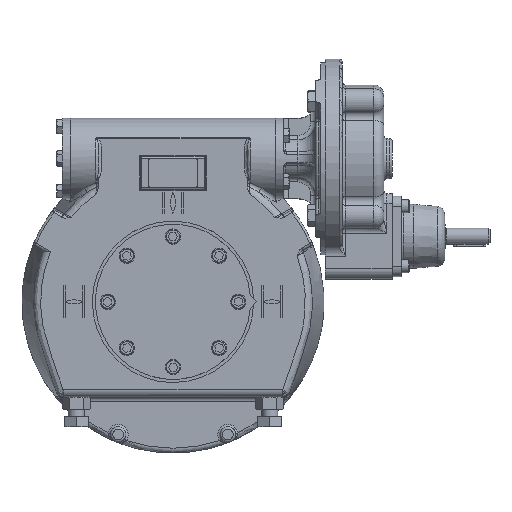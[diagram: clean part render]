
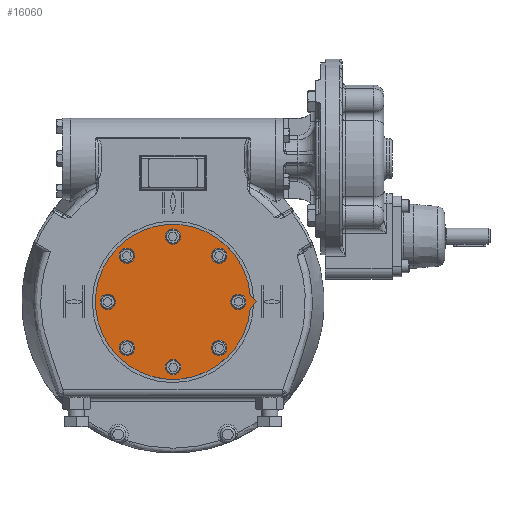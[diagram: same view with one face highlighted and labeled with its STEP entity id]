
A CAD part, top view. The second image highlights one B-rep face of the part: STEP entity #16060.
In plain terms, the highlighted planar face has unit normal (0, 0, 1).
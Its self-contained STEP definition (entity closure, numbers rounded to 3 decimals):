
#1867=CIRCLE('',#20677,96.25);
#1876=CIRCLE('',#20690,6.5);
#1877=CIRCLE('',#20691,6.5);
#1878=CIRCLE('',#20692,6.5);
#1879=CIRCLE('',#20693,6.5);
#1880=CIRCLE('',#20694,6.5);
#1881=CIRCLE('',#20695,6.5);
#1882=CIRCLE('',#20696,6.5);
#1883=CIRCLE('',#20697,6.5);
#5408=ORIENTED_EDGE('',*,*,#8455,.F.);
#5409=ORIENTED_EDGE('',*,*,#8456,.F.);
#5410=ORIENTED_EDGE('',*,*,#8457,.F.);
#5411=ORIENTED_EDGE('',*,*,#8458,.F.);
#5412=ORIENTED_EDGE('',*,*,#8459,.F.);
#5413=ORIENTED_EDGE('',*,*,#8460,.F.);
#5414=ORIENTED_EDGE('',*,*,#8461,.F.);
#5415=ORIENTED_EDGE('',*,*,#8462,.F.);
#5416=ORIENTED_EDGE('',*,*,#8440,.T.);
#5417=ORIENTED_EDGE('',*,*,#8444,.T.);
#5418=ORIENTED_EDGE('',*,*,#8446,.T.);
#8440=EDGE_CURVE('',#10370,#10369,#1867,.T.);
#8444=EDGE_CURVE('',#10369,#10372,#11411,.T.);
#8446=EDGE_CURVE('',#10372,#10370,#11413,.T.);
#8455=EDGE_CURVE('',#10381,#10381,#1876,.T.);
#8456=EDGE_CURVE('',#10382,#10382,#1877,.T.);
#8457=EDGE_CURVE('',#10383,#10383,#1878,.T.);
#8458=EDGE_CURVE('',#10384,#10384,#1879,.T.);
#8459=EDGE_CURVE('',#10385,#10385,#1880,.T.);
#8460=EDGE_CURVE('',#10386,#10386,#1881,.T.);
#8461=EDGE_CURVE('',#10387,#10387,#1882,.T.);
#8462=EDGE_CURVE('',#10388,#10388,#1883,.T.);
#10369=VERTEX_POINT('',#42622);
#10370=VERTEX_POINT('',#42624);
#10372=VERTEX_POINT('',#42630);
#10381=VERTEX_POINT('',#42654);
#10382=VERTEX_POINT('',#42656);
#10383=VERTEX_POINT('',#42658);
#10384=VERTEX_POINT('',#42660);
#10385=VERTEX_POINT('',#42662);
#10386=VERTEX_POINT('',#42664);
#10387=VERTEX_POINT('',#42666);
#10388=VERTEX_POINT('',#42668);
#11411=LINE('',#42631,#12265);
#11413=LINE('',#42634,#12267);
#12265=VECTOR('',#24212,1000.);
#12267=VECTOR('',#24216,1000.);
#13402=EDGE_LOOP('',(#5408));
#13403=EDGE_LOOP('',(#5409));
#13404=EDGE_LOOP('',(#5410));
#13405=EDGE_LOOP('',(#5411));
#13406=EDGE_LOOP('',(#5412));
#13407=EDGE_LOOP('',(#5413));
#13408=EDGE_LOOP('',(#5414));
#13409=EDGE_LOOP('',(#5415));
#13410=EDGE_LOOP('',(#5416,#5417,#5418));
#14634=FACE_BOUND('',#13402,.T.);
#14635=FACE_BOUND('',#13403,.T.);
#14636=FACE_BOUND('',#13404,.T.);
#14637=FACE_BOUND('',#13405,.T.);
#14638=FACE_BOUND('',#13406,.T.);
#14639=FACE_BOUND('',#13407,.T.);
#14640=FACE_BOUND('',#13408,.T.);
#14641=FACE_BOUND('',#13409,.T.);
#14642=FACE_BOUND('',#13410,.T.);
#15209=PLANE('',#20689);
#16060=ADVANCED_FACE('',(#14634,#14635,#14636,#14637,#14638,#14639,#14640,
#14641,#14642),#15209,.T.);
#20677=AXIS2_PLACEMENT_3D('',#42623,#24205,#24206);
#20689=AXIS2_PLACEMENT_3D('',#42652,#24235,#24236);
#20690=AXIS2_PLACEMENT_3D('',#42653,#24237,#24238);
#20691=AXIS2_PLACEMENT_3D('',#42655,#24239,#24240);
#20692=AXIS2_PLACEMENT_3D('',#42657,#24241,#24242);
#20693=AXIS2_PLACEMENT_3D('',#42659,#24243,#24244);
#20694=AXIS2_PLACEMENT_3D('',#42661,#24245,#24246);
#20695=AXIS2_PLACEMENT_3D('',#42663,#24247,#24248);
#20696=AXIS2_PLACEMENT_3D('',#42665,#24249,#24250);
#20697=AXIS2_PLACEMENT_3D('',#42667,#24251,#24252);
#24205=DIRECTION('',(0.,0.,1.));
#24206=DIRECTION('',(1.,0.,0.));
#24212=DIRECTION('',(0.707,0.707,0.));
#24216=DIRECTION('',(-0.707,0.707,0.));
#24235=DIRECTION('',(0.,0.,1.));
#24236=DIRECTION('',(1.,0.,0.));
#24237=DIRECTION('',(0.,0.,1.));
#24238=DIRECTION('',(0.707,0.707,0.));
#24239=DIRECTION('',(0.,0.,1.));
#24240=DIRECTION('',(0.,1.,0.));
#24241=DIRECTION('',(0.,0.,1.));
#24242=DIRECTION('',(-0.707,0.707,0.));
#24243=DIRECTION('',(0.,0.,1.));
#24244=DIRECTION('',(-1.,0.,0.));
#24245=DIRECTION('',(0.,0.,1.));
#24246=DIRECTION('',(-0.707,-0.707,0.));
#24247=DIRECTION('',(0.,0.,1.));
#24248=DIRECTION('',(0.,-1.,0.));
#24249=DIRECTION('',(0.,0.,1.));
#24250=DIRECTION('',(0.707,-0.707,0.));
#24251=DIRECTION('',(0.,0.,1.));
#24252=DIRECTION('',(1.,0.,0.));
#42622=CARTESIAN_POINT('',(95.932,-7.818,54.15));
#42623=CARTESIAN_POINT('',(0.,0.,54.15));
#42624=CARTESIAN_POINT('',(95.932,7.818,54.15));
#42630=CARTESIAN_POINT('',(103.75,0.,54.15));
#42631=CARTESIAN_POINT('',(95.932,-7.818,54.15));
#42634=CARTESIAN_POINT('',(103.75,0.,54.15));
#42652=CARTESIAN_POINT('',(0.,0.,54.15));
#42653=CARTESIAN_POINT('',(-57.276,57.276,54.15));
#42654=CARTESIAN_POINT('',(-52.679,61.872,54.15));
#42655=CARTESIAN_POINT('',(-81.,0.,54.15));
#42656=CARTESIAN_POINT('',(-81.,6.5,54.15));
#42657=CARTESIAN_POINT('',(-57.276,-57.276,54.15));
#42658=CARTESIAN_POINT('',(-61.872,-52.679,54.15));
#42659=CARTESIAN_POINT('',(0.,-81.,54.15));
#42660=CARTESIAN_POINT('',(-6.5,-81.,54.15));
#42661=CARTESIAN_POINT('',(57.276,-57.276,54.15));
#42662=CARTESIAN_POINT('',(52.679,-61.872,54.15));
#42663=CARTESIAN_POINT('',(81.,0.,54.15));
#42664=CARTESIAN_POINT('',(81.,-6.5,54.15));
#42665=CARTESIAN_POINT('',(57.276,57.276,54.15));
#42666=CARTESIAN_POINT('',(61.872,52.679,54.15));
#42667=CARTESIAN_POINT('',(0.,81.,54.15));
#42668=CARTESIAN_POINT('',(6.5,81.,54.15));
